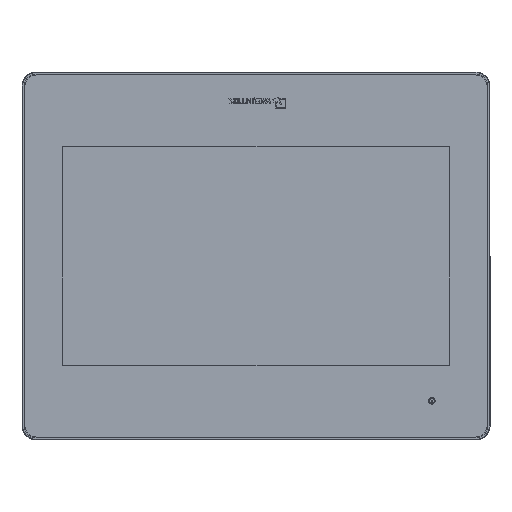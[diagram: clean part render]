
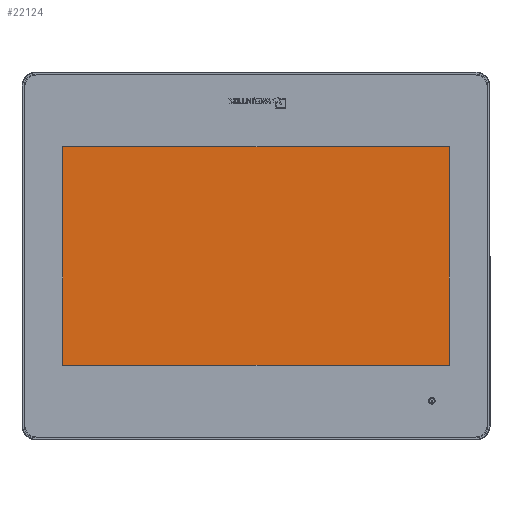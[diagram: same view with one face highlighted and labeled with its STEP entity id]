
A CAD part, top view. The second image highlights one B-rep face of the part: STEP entity #22124.
In plain terms, the highlighted planar face has unit normal (0, 0, 1).
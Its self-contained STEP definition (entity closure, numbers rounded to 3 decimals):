
#3378 = LINE ( 'NONE', #63785, #190978 ) ;
#4142 = VERTEX_POINT ( 'NONE', #157816 ) ;
#5736 = EDGE_CURVE ( 'NONE', #12368, #173763, #3378, .T. ) ;
#12368 = VERTEX_POINT ( 'NONE', #145823 ) ;
#19513 = LINE ( 'NONE', #151368, #126343 ) ;
#22124 = ADVANCED_FACE ( 'NONE', ( #194295 ), #73455, .T. ) ;
#35729 = DIRECTION ( 'NONE',  ( 0., -1., 0. ) ) ;
#39792 = ORIENTED_EDGE ( 'NONE', *, *, #5736, .F. ) ;
#42708 = DIRECTION ( 'NONE',  ( 1., 0., 0. ) ) ;
#44426 = EDGE_CURVE ( 'NONE', #4142, #12368, #161077, .T. ) ;
#54142 = VERTEX_POINT ( 'NONE', #182354 ) ;
#59972 = EDGE_LOOP ( 'NONE', ( #123780, #119482, #39792, #132630 ) ) ;
#63785 = CARTESIAN_POINT ( 'NONE',  ( -111.87, -97.8, 0.18 ) ) ;
#67478 = LINE ( 'NONE', #173449, #148692 ) ;
#73455 = PLANE ( 'NONE',  #132521 ) ;
#91727 = CARTESIAN_POINT ( 'NONE',  ( -111.87, 63.14, 0.18 ) ) ;
#96349 = VECTOR ( 'NONE', #192757, 1000. ) ;
#116095 = CARTESIAN_POINT ( 'NONE',  ( 126.8, -97.8, 0.18 ) ) ;
#117466 = CARTESIAN_POINT ( 'NONE',  ( 126.8, -63.14, 0.18 ) ) ;
#119482 = ORIENTED_EDGE ( 'NONE', *, *, #140110, .F. ) ;
#120776 = EDGE_CURVE ( 'NONE', #54142, #4142, #67478, .T. ) ;
#123780 = ORIENTED_EDGE ( 'NONE', *, *, #120776, .F. ) ;
#126343 = VECTOR ( 'NONE', #136453, 1000. ) ;
#132521 = AXIS2_PLACEMENT_3D ( 'NONE', #116095, #164536, #42708 ) ;
#132630 = ORIENTED_EDGE ( 'NONE', *, *, #44426, .F. ) ;
#136453 = DIRECTION ( 'NONE',  ( 1., 0., 0. ) ) ;
#140110 = EDGE_CURVE ( 'NONE', #173763, #54142, #19513, .T. ) ;
#145823 = CARTESIAN_POINT ( 'NONE',  ( -111.87, -63.14, 0.18 ) ) ;
#148692 = VECTOR ( 'NONE', #35729, 1000. ) ;
#151368 = CARTESIAN_POINT ( 'NONE',  ( 126.8, 63.14, 0.18 ) ) ;
#157816 = CARTESIAN_POINT ( 'NONE',  ( 111.87, -63.14, 0.18 ) ) ;
#161077 = LINE ( 'NONE', #117466, #96349 ) ;
#164536 = DIRECTION ( 'NONE',  ( 0., 0., 1. ) ) ;
#169752 = DIRECTION ( 'NONE',  ( 0., 1., 0. ) ) ;
#173449 = CARTESIAN_POINT ( 'NONE',  ( 111.87, -97.8, 0.18 ) ) ;
#173763 = VERTEX_POINT ( 'NONE', #91727 ) ;
#182354 = CARTESIAN_POINT ( 'NONE',  ( 111.87, 63.14, 0.18 ) ) ;
#190978 = VECTOR ( 'NONE', #169752, 1000. ) ;
#192757 = DIRECTION ( 'NONE',  ( -1., 0., 0. ) ) ;
#194295 = FACE_OUTER_BOUND ( 'NONE', #59972, .T. ) ;
